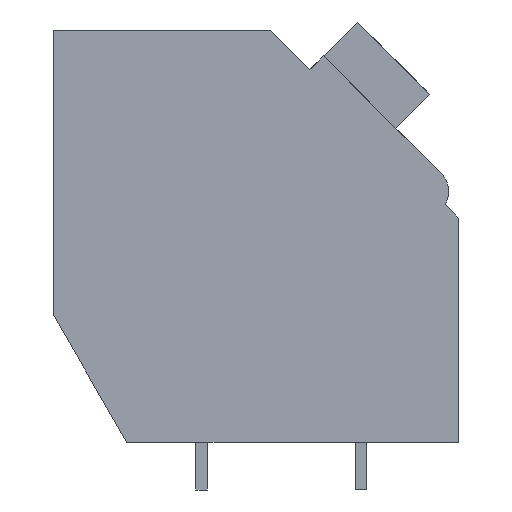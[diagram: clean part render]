
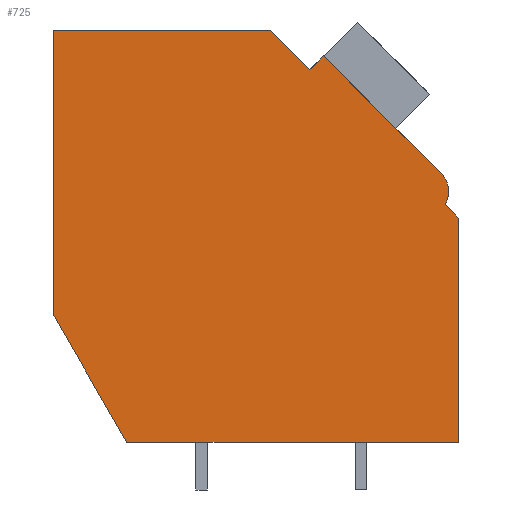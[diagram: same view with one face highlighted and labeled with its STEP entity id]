
A CAD part, left-side view. The second image highlights one B-rep face of the part: STEP entity #725.
In plain terms, the highlighted planar face has unit normal (-1, 0, 0).
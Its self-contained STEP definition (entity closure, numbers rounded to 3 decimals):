
#657=AXIS2_PLACEMENT_3D('Plane Axis2P3D',#654,#655,#656) ;
#668=AXIS2_PLACEMENT_3D('Circle Axis2P3D',#666,#667,$) ;
#49=CARTESIAN_POINT('Vertex',(0.,0.,1.5)) ;
#52=CARTESIAN_POINT('Line Origine',(0.,5.199,1.5)) ;
#56=CARTESIAN_POINT('Vertex',(0.,10.399,1.5)) ;
#135=CARTESIAN_POINT('Vertex',(0.,0.,8.518)) ;
#140=CARTESIAN_POINT('Line Origine',(0.,0.,5.009)) ;
#654=CARTESIAN_POINT('Axis2P3D Location',(0.,12.7,-2.)) ;
#659=CARTESIAN_POINT('Line Origine',(0.,0.212,8.731)) ;
#663=CARTESIAN_POINT('Vertex',(0.,0.424,8.943)) ;
#666=CARTESIAN_POINT('Axis2P3D Location',(0.,1.113,9.349)) ;
#670=CARTESIAN_POINT('Vertex',(0.,0.548,9.915)) ;
#673=CARTESIAN_POINT('Line Origine',(0.,2.391,11.758)) ;
#677=CARTESIAN_POINT('Vertex',(0.,4.234,13.601)) ;
#680=CARTESIAN_POINT('Line Origine',(0.,4.446,13.389)) ;
#684=CARTESIAN_POINT('Vertex',(0.,4.659,13.177)) ;
#687=CARTESIAN_POINT('Line Origine',(0.,5.27,13.788)) ;
#691=CARTESIAN_POINT('Vertex',(0.,5.882,14.4)) ;
#694=CARTESIAN_POINT('Line Origine',(0.,9.291,14.4)) ;
#698=CARTESIAN_POINT('Vertex',(0.,12.7,14.4)) ;
#701=CARTESIAN_POINT('Line Origine',(0.,12.7,9.943)) ;
#705=CARTESIAN_POINT('Vertex',(0.,12.7,5.485)) ;
#708=CARTESIAN_POINT('Line Origine',(0.,11.55,3.493)) ;
#53=DIRECTION('Vector Direction',(0.,-1.,0.)) ;
#141=DIRECTION('Vector Direction',(0.,0.,1.)) ;
#655=DIRECTION('Axis2P3D Direction',(-1.,0.,0.)) ;
#656=DIRECTION('Axis2P3D XDirection',(0.,-1.,0.)) ;
#660=DIRECTION('Vector Direction',(0.,0.707,0.707)) ;
#667=DIRECTION('Axis2P3D Direction',(-1.,0.,0.)) ;
#674=DIRECTION('Vector Direction',(0.,-0.707,-0.707)) ;
#681=DIRECTION('Vector Direction',(0.,-0.707,0.707)) ;
#688=DIRECTION('Vector Direction',(0.,0.707,0.707)) ;
#695=DIRECTION('Vector Direction',(0.,-1.,0.)) ;
#702=DIRECTION('Vector Direction',(0.,0.,-1.)) ;
#709=DIRECTION('Vector Direction',(0.,-0.5,-0.866)) ;
#54=VECTOR('Line Direction',#53,1.) ;
#142=VECTOR('Line Direction',#141,1.) ;
#661=VECTOR('Line Direction',#660,1.) ;
#675=VECTOR('Line Direction',#674,1.) ;
#682=VECTOR('Line Direction',#681,1.) ;
#689=VECTOR('Line Direction',#688,1.) ;
#696=VECTOR('Line Direction',#695,1.) ;
#703=VECTOR('Line Direction',#702,1.) ;
#710=VECTOR('Line Direction',#709,1.) ;
#714=ORIENTED_EDGE('',*,*,#58,.T.) ;
#715=ORIENTED_EDGE('',*,*,#144,.T.) ;
#716=ORIENTED_EDGE('',*,*,#665,.T.) ;
#717=ORIENTED_EDGE('',*,*,#672,.T.) ;
#718=ORIENTED_EDGE('',*,*,#679,.T.) ;
#719=ORIENTED_EDGE('',*,*,#686,.T.) ;
#720=ORIENTED_EDGE('',*,*,#693,.T.) ;
#721=ORIENTED_EDGE('',*,*,#700,.T.) ;
#722=ORIENTED_EDGE('',*,*,#707,.T.) ;
#723=ORIENTED_EDGE('',*,*,#712,.T.) ;
#725=ADVANCED_FACE('HOUSING',(#724),#658,.T.) ;
#669=CIRCLE('generated circle',#668,0.8) ;
#58=EDGE_CURVE('',#57,#50,#55,.T.) ;
#144=EDGE_CURVE('',#50,#136,#143,.T.) ;
#665=EDGE_CURVE('',#136,#664,#662,.T.) ;
#672=EDGE_CURVE('',#664,#671,#669,.T.) ;
#679=EDGE_CURVE('',#671,#678,#676,.F.) ;
#686=EDGE_CURVE('',#678,#685,#683,.F.) ;
#693=EDGE_CURVE('',#685,#692,#690,.T.) ;
#700=EDGE_CURVE('',#692,#699,#697,.F.) ;
#707=EDGE_CURVE('',#699,#706,#704,.T.) ;
#712=EDGE_CURVE('',#706,#57,#711,.T.) ;
#713=EDGE_LOOP('',(#714,#715,#716,#717,#718,#719,#720,#721,#722,#723)) ;
#724=FACE_OUTER_BOUND('',#713,.T.) ;
#55=LINE('Line',#52,#54) ;
#143=LINE('Line',#140,#142) ;
#662=LINE('Line',#659,#661) ;
#676=LINE('Line',#673,#675) ;
#683=LINE('Line',#680,#682) ;
#690=LINE('Line',#687,#689) ;
#697=LINE('Line',#694,#696) ;
#704=LINE('Line',#701,#703) ;
#711=LINE('Line',#708,#710) ;
#658=PLANE('',#657) ;
#50=VERTEX_POINT('',#49) ;
#57=VERTEX_POINT('',#56) ;
#136=VERTEX_POINT('',#135) ;
#664=VERTEX_POINT('',#663) ;
#671=VERTEX_POINT('',#670) ;
#678=VERTEX_POINT('',#677) ;
#685=VERTEX_POINT('',#684) ;
#692=VERTEX_POINT('',#691) ;
#699=VERTEX_POINT('',#698) ;
#706=VERTEX_POINT('',#705) ;
